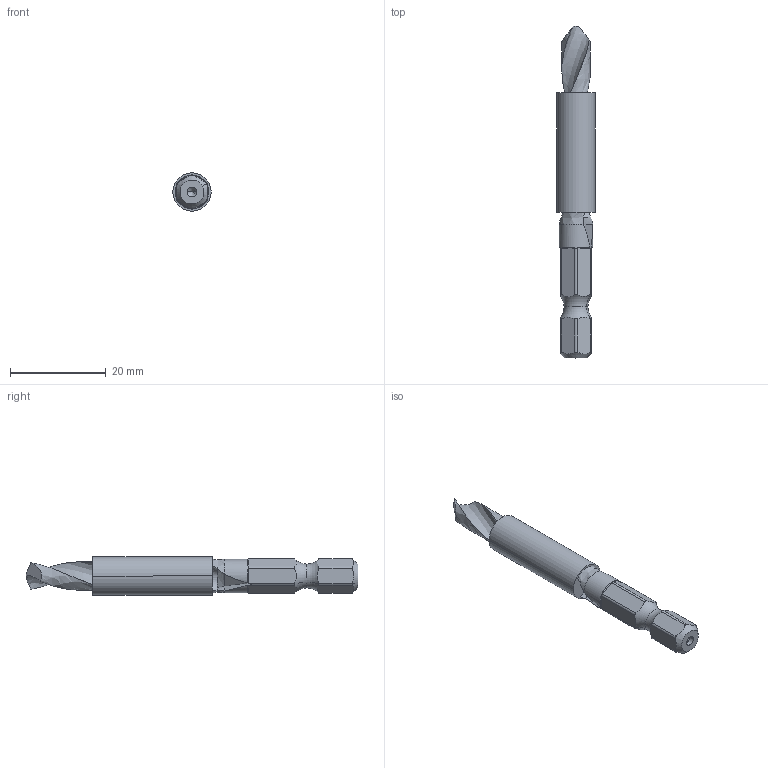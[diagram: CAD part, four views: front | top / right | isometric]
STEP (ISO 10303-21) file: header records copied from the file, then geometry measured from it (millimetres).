
FILE_DESCRIPTION (( 'STEP AP214' ), '1' );
FILE_NAME ('A503 Ìåò÷èê îäíîïðîõîäíûé ñïèðàëüíûé Ì8.STEP', '2021-08-05T07:14:36', ( 'Windows User' ), ( '' ), 'SwSTEP 2.0', 'SolidWorks 2021', '' );
FILE_SCHEMA (( 'AUTOMOTIVE_DESIGN' ));
Length unit declared in the file: millimetre
Products named in the file (1): A503 Ìåò÷èê îäíîïðîõîäíûé ñïèðàëüíûé Ì8
Bounding box: 8 x 69.5 x 8 mm (x, y, z)
Volume: 2324.1 mm3; surface area: 1711 mm2
Topology: 1 solids, 1 shells, 113 faces, 297 edges, 187 vertices
Faces by surface type: plane 63, cylinder 26, bspline 14, cone 6, torus 4
Entity records: 6037 total; most frequent: CARTESIAN_POINT 3485, ORIENTED_EDGE 590, DIRECTION 430, EDGE_CURVE 295, VERTEX_POINT 187, AXIS2_PLACEMENT_3D 185, B_SPLINE_CURVE_WITH_KNOTS 142, EDGE_LOOP 116
